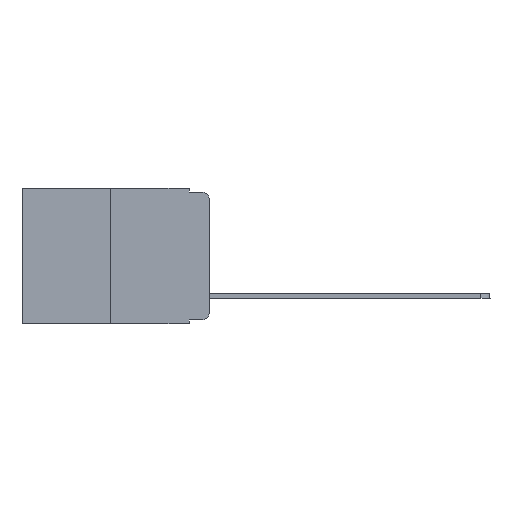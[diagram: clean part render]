
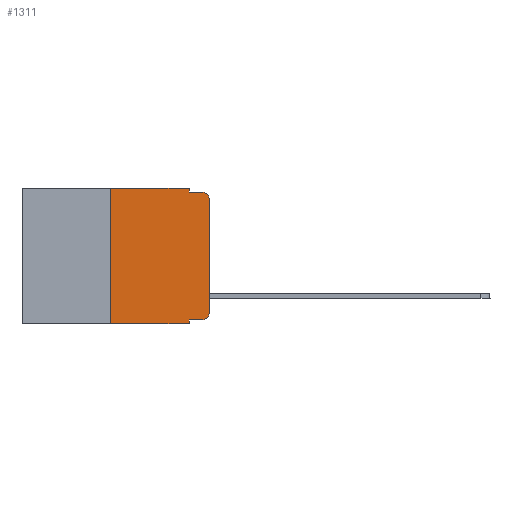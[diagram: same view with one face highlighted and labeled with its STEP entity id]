
A CAD part, left-side view. The second image highlights one B-rep face of the part: STEP entity #1311.
In plain terms, the highlighted planar face has unit normal (-1, 0, 0).
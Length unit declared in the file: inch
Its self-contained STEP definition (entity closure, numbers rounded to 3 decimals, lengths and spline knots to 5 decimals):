
#36 = CARTESIAN_POINT ( 'NONE',  ( 0., 0.02, -0.03 ) ) ;
#73 = VECTOR ( 'NONE', #21501, 39.37008 ) ;
#108 = LINE ( 'NONE', #18915, #666 ) ;
#144 = VECTOR ( 'NONE', #13801, 39.37008 ) ;
#666 = VECTOR ( 'NONE', #4099, 39.37008 ) ;
#739 = DIRECTION ( 'NONE',  ( 0., -1., 0. ) ) ;
#881 = VECTOR ( 'NONE', #8882, 39.37008 ) ;
#1172 = VERTEX_POINT ( 'NONE', #22638 ) ;
#1311 = ADVANCED_FACE ( 'NONE', ( #2270 ), #8279, .F. ) ;
#1318 = CARTESIAN_POINT ( 'NONE',  ( 0., 0.051, -0.333 ) ) ;
#1409 = VECTOR ( 'NONE', #739, 39.37008 ) ;
#2017 = DIRECTION ( 'NONE',  ( 0., 0., -1. ) ) ;
#2164 = CIRCLE ( 'NONE', #10204, 0.02 ) ;
#2270 = FACE_OUTER_BOUND ( 'NONE', #11551, .T. ) ;
#2671 = ORIENTED_EDGE ( 'NONE', *, *, #6992, .T. ) ;
#2744 = CARTESIAN_POINT ( 'NONE',  ( 0., 0.25, -0.343 ) ) ;
#2746 = DIRECTION ( 'NONE',  ( 0., 0., 1. ) ) ;
#3104 = ORIENTED_EDGE ( 'NONE', *, *, #21491, .F. ) ;
#3283 = CARTESIAN_POINT ( 'NONE',  ( 0., 0.25, 0. ) ) ;
#4099 = DIRECTION ( 'NONE',  ( 0., 0., -1. ) ) ;
#4187 = ORIENTED_EDGE ( 'NONE', *, *, #20093, .F. ) ;
#4620 = CARTESIAN_POINT ( 'NONE',  ( 0., 0.473, -0.343 ) ) ;
#4664 = DIRECTION ( 'NONE',  ( 0., -1., 0. ) ) ;
#4726 = DIRECTION ( 'NONE',  ( 1., 0., 0. ) ) ;
#6095 = AXIS2_PLACEMENT_3D ( 'NONE', #36, #9251, #2017 ) ;
#6921 = VERTEX_POINT ( 'NONE', #1318 ) ;
#6992 = EDGE_CURVE ( 'NONE', #1172, #15392, #2164, .T. ) ;
#7197 = ORIENTED_EDGE ( 'NONE', *, *, #14787, .T. ) ;
#7570 = CARTESIAN_POINT ( 'NONE',  ( 0., 0.051, -0.01 ) ) ;
#7625 = VERTEX_POINT ( 'NONE', #7570 ) ;
#7659 = VECTOR ( 'NONE', #8553, 39.37008 ) ;
#7789 = CARTESIAN_POINT ( 'NONE',  ( 0., 0.051, 0. ) ) ;
#8089 = VERTEX_POINT ( 'NONE', #3283 ) ;
#8279 = PLANE ( 'NONE',  #20172 ) ;
#8394 = VECTOR ( 'NONE', #4664, 39.37008 ) ;
#8439 = DIRECTION ( 'NONE',  ( 0., 0., -1. ) ) ;
#8553 = DIRECTION ( 'NONE',  ( 0., -1., 0. ) ) ;
#8807 = CARTESIAN_POINT ( 'NONE',  ( 0., 0., 0. ) ) ;
#8882 = DIRECTION ( 'NONE',  ( 0., -1., 0. ) ) ;
#9099 = ORIENTED_EDGE ( 'NONE', *, *, #9508, .T. ) ;
#9251 = DIRECTION ( 'NONE',  ( -1., 0., 0. ) ) ;
#9307 = LINE ( 'NONE', #4620, #1409 ) ;
#9453 = EDGE_CURVE ( 'NONE', #7625, #10749, #17627, .T. ) ;
#9496 = ORIENTED_EDGE ( 'NONE', *, *, #19147, .T. ) ;
#9508 = EDGE_CURVE ( 'NONE', #17239, #10749, #19619, .T. ) ;
#10044 = CARTESIAN_POINT ( 'NONE',  ( 0., 0., -0.03 ) ) ;
#10050 = CARTESIAN_POINT ( 'NONE',  ( 0., 0.25, 0. ) ) ;
#10204 = AXIS2_PLACEMENT_3D ( 'NONE', #19388, #21211, #12388 ) ;
#10749 = VERTEX_POINT ( 'NONE', #21968 ) ;
#10885 = LINE ( 'NONE', #13561, #144 ) ;
#11169 = CARTESIAN_POINT ( 'NONE',  ( 0., 0., -0.313 ) ) ;
#11551 = EDGE_LOOP ( 'NONE', ( #18233, #9099, #17581, #3104, #20767, #13979, #7197, #4187, #9496, #2671 ) ) ;
#11568 = VECTOR ( 'NONE', #2746, 39.37008 ) ;
#11652 = LINE ( 'NONE', #8807, #73 ) ;
#12388 = DIRECTION ( 'NONE',  ( 0., 0., -1. ) ) ;
#12731 = LINE ( 'NONE', #10050, #11568 ) ;
#13212 = LINE ( 'NONE', #15495, #8394 ) ;
#13442 = EDGE_CURVE ( 'NONE', #15392, #17239, #11652, .T. ) ;
#13561 = CARTESIAN_POINT ( 'NONE',  ( 0., 0.051, 0. ) ) ;
#13619 = CARTESIAN_POINT ( 'NONE',  ( 0., 0.473, 0. ) ) ;
#13801 = DIRECTION ( 'NONE',  ( 0., 0., -1. ) ) ;
#13979 = ORIENTED_EDGE ( 'NONE', *, *, #23080, .F. ) ;
#14009 = CARTESIAN_POINT ( 'NONE',  ( 0., 0.051, -0.343 ) ) ;
#14787 = EDGE_CURVE ( 'NONE', #15896, #17518, #9307, .T. ) ;
#15392 = VERTEX_POINT ( 'NONE', #11169 ) ;
#15495 = CARTESIAN_POINT ( 'NONE',  ( 0., 0.051, -0.333 ) ) ;
#15568 = CARTESIAN_POINT ( 'NONE',  ( 0., 0.473, 0. ) ) ;
#15896 = VERTEX_POINT ( 'NONE', #2744 ) ;
#17239 = VERTEX_POINT ( 'NONE', #10044 ) ;
#17371 = EDGE_CURVE ( 'NONE', #8089, #19571, #22153, .T. ) ;
#17518 = VERTEX_POINT ( 'NONE', #14009 ) ;
#17581 = ORIENTED_EDGE ( 'NONE', *, *, #9453, .F. ) ;
#17627 = LINE ( 'NONE', #23410, #881 ) ;
#18233 = ORIENTED_EDGE ( 'NONE', *, *, #13442, .T. ) ;
#18915 = CARTESIAN_POINT ( 'NONE',  ( 0., 0.051, 0. ) ) ;
#19147 = EDGE_CURVE ( 'NONE', #6921, #1172, #13212, .T. ) ;
#19388 = CARTESIAN_POINT ( 'NONE',  ( 0., 0.02, -0.313 ) ) ;
#19571 = VERTEX_POINT ( 'NONE', #7789 ) ;
#19619 = CIRCLE ( 'NONE', #6095, 0.02 ) ;
#20093 = EDGE_CURVE ( 'NONE', #6921, #17518, #10885, .T. ) ;
#20172 = AXIS2_PLACEMENT_3D ( 'NONE', #15568, #4726, #8439 ) ;
#20767 = ORIENTED_EDGE ( 'NONE', *, *, #17371, .F. ) ;
#21211 = DIRECTION ( 'NONE',  ( -1., 0., 0. ) ) ;
#21491 = EDGE_CURVE ( 'NONE', #19571, #7625, #108, .T. ) ;
#21501 = DIRECTION ( 'NONE',  ( 0., 0., 1. ) ) ;
#21968 = CARTESIAN_POINT ( 'NONE',  ( 0., 0.02, -0.01 ) ) ;
#22153 = LINE ( 'NONE', #13619, #7659 ) ;
#22638 = CARTESIAN_POINT ( 'NONE',  ( 0., 0.02, -0.333 ) ) ;
#23080 = EDGE_CURVE ( 'NONE', #15896, #8089, #12731, .T. ) ;
#23410 = CARTESIAN_POINT ( 'NONE',  ( 0., 0.051, -0.01 ) ) ;
